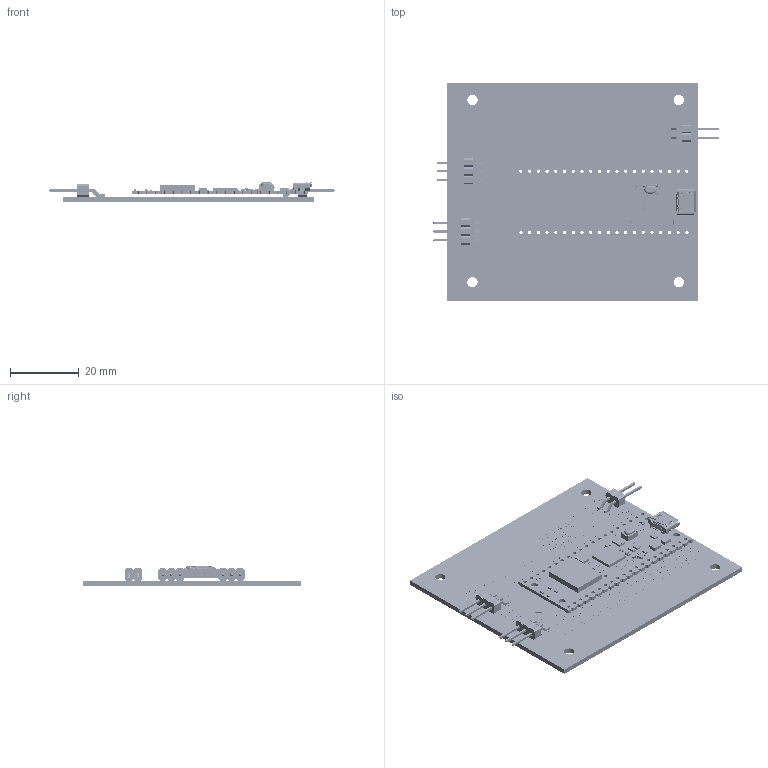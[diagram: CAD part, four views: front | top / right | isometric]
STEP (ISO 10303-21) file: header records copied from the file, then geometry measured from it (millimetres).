
FILE_DESCRIPTION(('KiCad electronic assembly'),'2;1');
FILE_NAME('Final_RPPSecondAttempt.step','2025-05-16T07:58:12',('Pcbnew') ,('Kicad'),'Open CASCADE STEP processor 7.8','KiCad to STEP converter' ,'Unknown');
FILE_SCHEMA(('AUTOMOTIVE_DESIGN { 1 0 10303 214 1 1 1 1 }'));
Length unit declared in the file: millimetre
Products named in the file (91): Final_RPPSecondAttempt 1; Header_SMD_01x02_P2.54mm_Horizontal_Male; Final_RPPSecondAttempt 1.1.1; Final_RPPSecondAttempt 1.1.2; Header_SMD_01x03_P2.54mm_Horizontal_Male; Final_RPPSecondAttempt 1.2.1; Final_RPPSecondAttempt 1.2.2; RaspberryPi Pico W v2; BOOTSEL v3; RaspBerryPi Pico_CircuitBoard_logo v15; PicoW v1; Symbols; AVAGO_QSM; BOURNS_SRN2512; CAPC0603; CAPC0603 (1); CAPC0603 (2); CAPC0603 (3); CAPC1005; CAPC1005 (1); CAPC1005 (2); CAPC1005 (3); CAPC1005 (4); CAPC1005 (5); CAPC1005 (6); CAPC1005 (7); CAPC1005 (8); CAPC1005 (9); CAPC1005X55N; CAPC1005X55N (1); CAPC1005X55N (2); CAPC1608X90N; CAPC1608X90N (1); CAPC2012; CAPC2012 (1); CAPC2012 (2); FCI_10103594-0001LF; M0603_PICO; M0603_PICO (1); M0603_PICO (2) ...
Assembly tree (91 placements, depth 5):
  Final_RPPSecondAttempt 1
    Header_SMD_01x02_P2.54mm_Horizontal_Male
      Final_RPPSecondAttempt 1.1.1
      Final_RPPSecondAttempt 1.1.2
    Header_SMD_01x03_P2.54mm_Horizontal_Male  x2
      Final_RPPSecondAttempt 1.2.1
      Final_RPPSecondAttempt 1.2.2
    RaspberryPi Pico W v2
      BOOTSEL v3
      RaspBerryPi Pico_CircuitBoard_logo v15
      PicoW v1
        Symbols
          AVAGO_QSM
          BOURNS_SRN2512
          CAPC0603
          CAPC0603 (1)
          CAPC0603 (2)
          CAPC0603 (3)
          CAPC1005
          CAPC1005 (1)
          CAPC1005 (2)
          CAPC1005 (3)
          CAPC1005 (4)
          CAPC1005 (5)
          CAPC1005 (6)
          CAPC1005 (7)
          CAPC1005 (8)
          CAPC1005 (9)
          CAPC1005X55N
          CAPC1005X55N (1)
          CAPC1005X55N (2)
          CAPC1608X90N
          CAPC1608X90N (1)
          CAPC2012
          CAPC2012 (1)
          CAPC2012 (2)
          FCI_10103594-0001LF
          M0603_PICO
          M0603_PICO (1)
          M0603_PICO (2)
          M0603_PICO (3)
          M0603_PICO (4)
          M0603_PICO (5)
          M0603_PICO (6)
          M0603_PICO (7)
          M0603_PICO (8)
          M0603_PICO (9)
          M0603_PICO (10)
          M0603_PICO (11)
          M0603_PICO (12)
          M0603_PICO (13)
          M0603_PICO (14)
          M0603_PICO (15)
          M0603_PICO (16)
          RESC0603
          RESC0603 (1)
          RESC0603 (2)
          RESC0603 (3)
          RESC1005
          RESC1608
Bounding box: 83.06 x 63.5 x 5.93 mm (x, y, z)
Volume: 8524.2 mm3; surface area: 16348 mm2
Topology: 470 solids, 486 shells, 9428 faces, 23713 edges, 14871 vertices
Faces by surface type: plane 5651, cylinder 2248, bspline 993, sphere 510, revolution 16, torus 8, cone 2
Full cylindrical faces by diameter (mm): 0.276 x1, 0.3 x1, 0.95 x120, 1 x123, 1.6 x84, 2.1 x4, 3 x4, 3.8 x8
Entity records: 318230 total; most frequent: CARTESIAN_POINT 74448, ORIENTED_EDGE 45594, DIRECTION 42385, EDGE_CURVE 22918, LINE 16367, VECTOR 16367, VERTEX_POINT 14715, AXIS2_PLACEMENT_3D 13004
